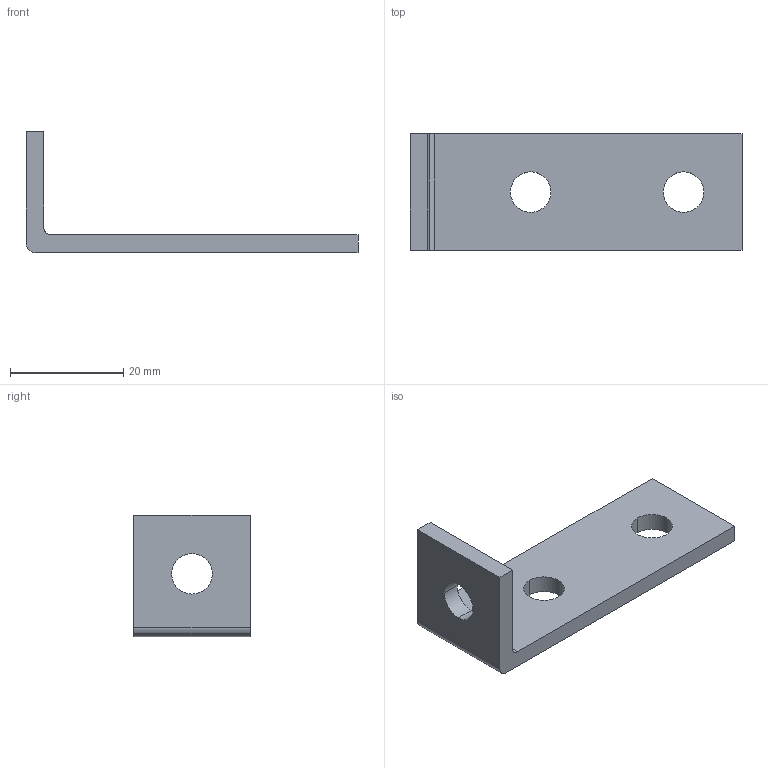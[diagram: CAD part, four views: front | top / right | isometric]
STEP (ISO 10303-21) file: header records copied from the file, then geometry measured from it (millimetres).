
FILE_DESCRIPTION(('TurboCAD Mac Pro'),'Build 980');
FILE_NAME('P6326.stp',' ',(''),(''),'ACIS Interop','IMSI','TurboCAD Mac Pro BY IMSI, INCORPORATED');
FILE_SCHEMA(('automotive_design'));
Length unit declared in the file: inch
Products named in the file (1): 1
Bounding box: 58.7 x 20.63 x 21.43 mm (x, y, z)
Volume: 4654.2 mm3; surface area: 3743.1 mm2
Topology: 1 solids, 1 shells, 24 faces, 66 edges, 44 vertices
Faces by surface type: bspline 12, plane 8, cylinder 4
Entity records: 1058 total; most frequent: CARTESIAN_POINT 291, ORIENTED_EDGE 132, DIRECTION 76, EDGE_CURVE 66, VERTEX_POINT 44, LINE 34, VECTOR 34, EDGE_LOOP 30
